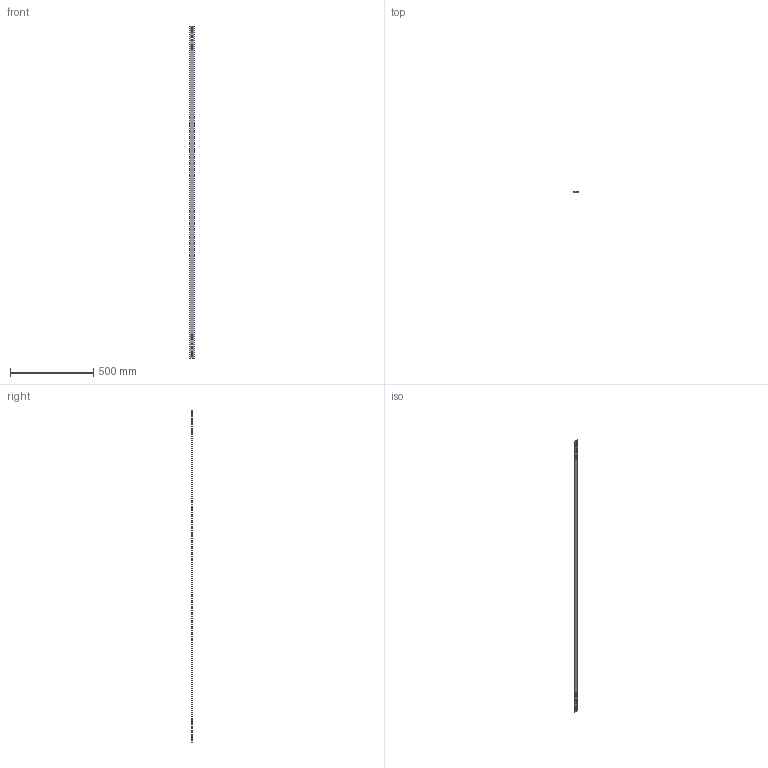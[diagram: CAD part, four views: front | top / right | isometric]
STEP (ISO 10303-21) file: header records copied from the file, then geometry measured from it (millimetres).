
FILE_DESCRIPTION((''),'2;1');
FILE_NAME('7103611','2012-07-18T',('AndreasKeweloh'),(''),'PRO/ENGINEER BY PARAMETRIC TECHNOLOGY CORPORATION, 2012130','PRO/ENGINEER BY PARAMETRIC TECHNOLOGY CORPORATION, 2012130','');
FILE_SCHEMA(('CONFIG_CONTROL_DESIGN'));
Length unit declared in the file: millimetre
Products named in the file (1): 7103611
Bounding box: 25 x 3 x 2000 mm (x, y, z)
Volume: 144986.3 mm3; surface area: 110093 mm2
Topology: 1 solids, 1 shells, 30 faces, 84 edges, 56 vertices
Faces by surface type: plane 18, cylinder 12
Entity records: 1034 total; most frequent: CARTESIAN_POINT 170, DIRECTION 168, ORIENTED_EDGE 168, EDGE_CURVE 84, VECTOR 60, LINE 60, VERTEX_POINT 56, AXIS2_PLACEMENT_3D 54
